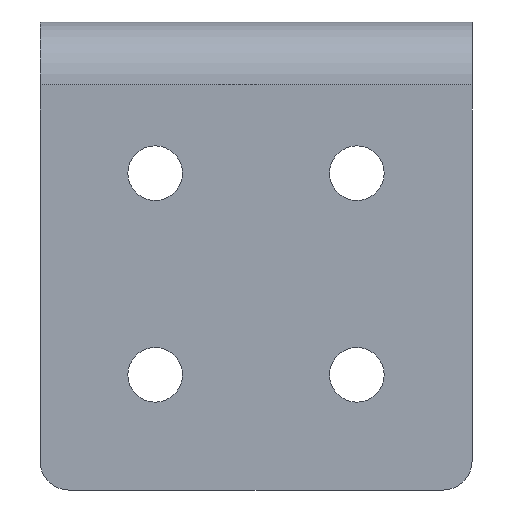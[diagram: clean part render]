
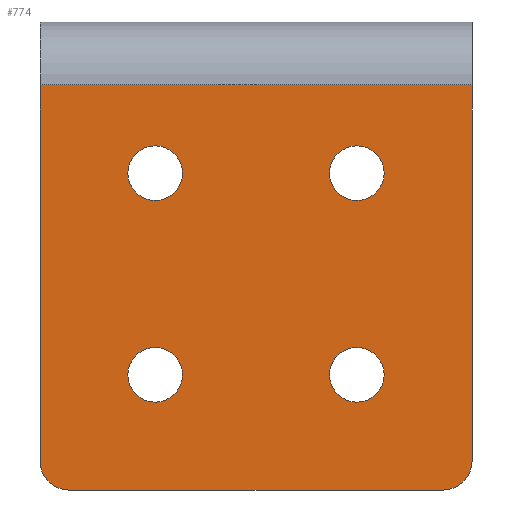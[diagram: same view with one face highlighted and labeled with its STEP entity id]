
A CAD part, front view. The second image highlights one B-rep face of the part: STEP entity #774.
In plain terms, the highlighted planar face has unit normal (0, -1, 0).
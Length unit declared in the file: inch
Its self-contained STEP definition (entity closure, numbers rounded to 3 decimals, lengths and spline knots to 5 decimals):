
#10 = AXIS2_PLACEMENT_3D ( 'NONE', #88, #84, #714 ) ;
#28 = VECTOR ( 'NONE', #156, 39.37008 ) ;
#39 = EDGE_CURVE ( 'NONE', #575, #142, #580, .T. ) ;
#49 = EDGE_CURVE ( 'NONE', #314, #703, #519, .T. ) ;
#50 = CARTESIAN_POINT ( 'NONE',  ( 0.75, -1., -1.5 ) ) ;
#54 = CARTESIAN_POINT ( 'NONE',  ( -0.255, -1., -1.1 ) ) ;
#56 = EDGE_LOOP ( 'NONE', ( #468, #103, #316, #94, #803, #819 ) ) ;
#72 = CIRCLE ( 'NONE', #595, 0.095 ) ;
#77 = DIRECTION ( 'NONE',  ( 0., 1., 0. ) ) ;
#79 = VERTEX_POINT ( 'NONE', #447 ) ;
#81 = EDGE_LOOP ( 'NONE', ( #241, #213 ) ) ;
#84 = DIRECTION ( 'NONE',  ( 0., 1., 0. ) ) ;
#85 = DIRECTION ( 'NONE',  ( 0., 1., 0. ) ) ;
#88 = CARTESIAN_POINT ( 'NONE',  ( -0.35, -1., -0.4 ) ) ;
#89 = CIRCLE ( 'NONE', #145, 0.1 ) ;
#94 = ORIENTED_EDGE ( 'NONE', *, *, #464, .F. ) ;
#102 = CARTESIAN_POINT ( 'NONE',  ( -0.65, -1., -1.5 ) ) ;
#103 = ORIENTED_EDGE ( 'NONE', *, *, #611, .T. ) ;
#109 = VECTOR ( 'NONE', #810, 39.37008 ) ;
#120 = CARTESIAN_POINT ( 'NONE',  ( 0.255, -1., -0.4 ) ) ;
#128 = CIRCLE ( 'NONE', #369, 0.1 ) ;
#134 = CARTESIAN_POINT ( 'NONE',  ( -0.445, -1., -0.4 ) ) ;
#138 = DIRECTION ( 'NONE',  ( 0., 1., 0. ) ) ;
#142 = VERTEX_POINT ( 'NONE', #234 ) ;
#145 = AXIS2_PLACEMENT_3D ( 'NONE', #875, #397, #602 ) ;
#147 = VECTOR ( 'NONE', #913, 39.37008 ) ;
#154 = DIRECTION ( 'NONE',  ( -1., 0., 0. ) ) ;
#155 = VERTEX_POINT ( 'NONE', #102 ) ;
#156 = DIRECTION ( 'NONE',  ( 0., 0., 1. ) ) ;
#160 = AXIS2_PLACEMENT_3D ( 'NONE', #214, #357, #796 ) ;
#168 = CIRCLE ( 'NONE', #10, 0.095 ) ;
#175 = EDGE_CURVE ( 'NONE', #585, #79, #72, .T. ) ;
#190 = CARTESIAN_POINT ( 'NONE',  ( 0.445, -1., -1.1 ) ) ;
#200 = FACE_BOUND ( 'NONE', #391, .T. ) ;
#203 = CARTESIAN_POINT ( 'NONE',  ( -0.35, -1., -0.4 ) ) ;
#208 = CARTESIAN_POINT ( 'NONE',  ( 0.75, -1., -0.0937 ) ) ;
#211 = ORIENTED_EDGE ( 'NONE', *, *, #175, .T. ) ;
#213 = ORIENTED_EDGE ( 'NONE', *, *, #574, .T. ) ;
#214 = CARTESIAN_POINT ( 'NONE',  ( -0.35, -1., -1.1 ) ) ;
#234 = CARTESIAN_POINT ( 'NONE',  ( 0.255, -1., -1.1 ) ) ;
#238 = VERTEX_POINT ( 'NONE', #720 ) ;
#241 = ORIENTED_EDGE ( 'NONE', *, *, #39, .T. ) ;
#243 = VERTEX_POINT ( 'NONE', #769 ) ;
#244 = EDGE_LOOP ( 'NONE', ( #520, #879 ) ) ;
#254 = AXIS2_PLACEMENT_3D ( 'NONE', #882, #389, #393 ) ;
#262 = DIRECTION ( 'NONE',  ( -1., 0., 0. ) ) ;
#269 = EDGE_CURVE ( 'NONE', #238, #511, #168, .T. ) ;
#273 = DIRECTION ( 'NONE',  ( -1., 0., 0. ) ) ;
#294 = CARTESIAN_POINT ( 'NONE',  ( -0.65, -1., -1.4 ) ) ;
#304 = EDGE_CURVE ( 'NONE', #455, #243, #539, .T. ) ;
#305 = ORIENTED_EDGE ( 'NONE', *, *, #326, .T. ) ;
#314 = VERTEX_POINT ( 'NONE', #500 ) ;
#315 = AXIS2_PLACEMENT_3D ( 'NONE', #642, #85, #366 ) ;
#316 = ORIENTED_EDGE ( 'NONE', *, *, #871, .T. ) ;
#325 = AXIS2_PLACEMENT_3D ( 'NONE', #203, #138, #273 ) ;
#326 = EDGE_CURVE ( 'NONE', #243, #455, #499, .T. ) ;
#335 = AXIS2_PLACEMENT_3D ( 'NONE', #50, #480, #497 ) ;
#343 = CARTESIAN_POINT ( 'NONE',  ( 0.65, -1., -1.5 ) ) ;
#351 = CARTESIAN_POINT ( 'NONE',  ( -0.35, -1., -1.1 ) ) ;
#354 = ORIENTED_EDGE ( 'NONE', *, *, #549, .T. ) ;
#357 = DIRECTION ( 'NONE',  ( 0., 1., 0. ) ) ;
#366 = DIRECTION ( 'NONE',  ( -1., 0., 0. ) ) ;
#369 = AXIS2_PLACEMENT_3D ( 'NONE', #294, #427, #571 ) ;
#374 = CARTESIAN_POINT ( 'NONE',  ( 0.75, -1., -1.5 ) ) ;
#389 = DIRECTION ( 'NONE',  ( 0., 1., 0. ) ) ;
#391 = EDGE_LOOP ( 'NONE', ( #445, #305 ) ) ;
#393 = DIRECTION ( 'NONE',  ( -1., 0., 0. ) ) ;
#397 = DIRECTION ( 'NONE',  ( 0., -1., 0. ) ) ;
#417 = EDGE_CURVE ( 'NONE', #314, #155, #128, .T. ) ;
#421 = DIRECTION ( 'NONE',  ( 0., 1., 0. ) ) ;
#423 = AXIS2_PLACEMENT_3D ( 'NONE', #608, #472, #262 ) ;
#424 = FACE_BOUND ( 'NONE', #798, .T. ) ;
#427 = DIRECTION ( 'NONE',  ( 0., -1., 0. ) ) ;
#444 = CARTESIAN_POINT ( 'NONE',  ( 0.75, -1., -1.5 ) ) ;
#445 = ORIENTED_EDGE ( 'NONE', *, *, #304, .T. ) ;
#446 = CIRCLE ( 'NONE', #254, 0.095 ) ;
#447 = CARTESIAN_POINT ( 'NONE',  ( 0.445, -1., -0.4 ) ) ;
#455 = VERTEX_POINT ( 'NONE', #54 ) ;
#464 = EDGE_CURVE ( 'NONE', #703, #496, #832, .T. ) ;
#468 = ORIENTED_EDGE ( 'NONE', *, *, #885, .T. ) ;
#472 = DIRECTION ( 'NONE',  ( 0., 1., 0. ) ) ;
#480 = DIRECTION ( 'NONE',  ( 0., -1., 0. ) ) ;
#496 = VERTEX_POINT ( 'NONE', #208 ) ;
#497 = DIRECTION ( 'NONE',  ( 1., 0., 0. ) ) ;
#499 = CIRCLE ( 'NONE', #160, 0.095 ) ;
#500 = CARTESIAN_POINT ( 'NONE',  ( -0.75, -1., -1.4 ) ) ;
#511 = VERTEX_POINT ( 'NONE', #134 ) ;
#519 = LINE ( 'NONE', #599, #109 ) ;
#520 = ORIENTED_EDGE ( 'NONE', *, *, #269, .T. ) ;
#539 = CIRCLE ( 'NONE', #776, 0.095 ) ;
#549 = EDGE_CURVE ( 'NONE', #79, #585, #446, .T. ) ;
#558 = FACE_BOUND ( 'NONE', #81, .T. ) ;
#562 = FACE_OUTER_BOUND ( 'NONE', #56, .T. ) ;
#571 = DIRECTION ( 'NONE',  ( 1., 0., 0. ) ) ;
#574 = EDGE_CURVE ( 'NONE', #142, #575, #576, .T. ) ;
#575 = VERTEX_POINT ( 'NONE', #190 ) ;
#576 = CIRCLE ( 'NONE', #423, 0.095 ) ;
#579 = CARTESIAN_POINT ( 'NONE',  ( 0.35, -1., -0.4 ) ) ;
#580 = CIRCLE ( 'NONE', #315, 0.095 ) ;
#585 = VERTEX_POINT ( 'NONE', #120 ) ;
#595 = AXIS2_PLACEMENT_3D ( 'NONE', #579, #421, #154 ) ;
#599 = CARTESIAN_POINT ( 'NONE',  ( -0.75, -1., -1.5 ) ) ;
#602 = DIRECTION ( 'NONE',  ( 1., 0., 0. ) ) ;
#608 = CARTESIAN_POINT ( 'NONE',  ( 0.35, -1., -1.1 ) ) ;
#611 = EDGE_CURVE ( 'NONE', #676, #660, #89, .T. ) ;
#635 = DIRECTION ( 'NONE',  ( -1., 0., 0. ) ) ;
#642 = CARTESIAN_POINT ( 'NONE',  ( 0.35, -1., -1.1 ) ) ;
#660 = VERTEX_POINT ( 'NONE', #812 ) ;
#676 = VERTEX_POINT ( 'NONE', #343 ) ;
#693 = FACE_BOUND ( 'NONE', #244, .T. ) ;
#703 = VERTEX_POINT ( 'NONE', #771 ) ;
#706 = VECTOR ( 'NONE', #768, 39.37008 ) ;
#714 = DIRECTION ( 'NONE',  ( -1., 0., 0. ) ) ;
#720 = CARTESIAN_POINT ( 'NONE',  ( -0.255, -1., -0.4 ) ) ;
#728 = CIRCLE ( 'NONE', #325, 0.095 ) ;
#754 = EDGE_CURVE ( 'NONE', #511, #238, #728, .T. ) ;
#761 = CARTESIAN_POINT ( 'NONE',  ( 0.75, -1., -0.0937 ) ) ;
#768 = DIRECTION ( 'NONE',  ( 1., 0., 0. ) ) ;
#769 = CARTESIAN_POINT ( 'NONE',  ( -0.445, -1., -1.1 ) ) ;
#771 = CARTESIAN_POINT ( 'NONE',  ( -0.75, -1., -0.0937 ) ) ;
#774 = ADVANCED_FACE ( 'NONE', ( #558, #693, #424, #200, #562 ), #826, .T. ) ;
#776 = AXIS2_PLACEMENT_3D ( 'NONE', #351, #77, #635 ) ;
#789 = LINE ( 'NONE', #374, #28 ) ;
#796 = DIRECTION ( 'NONE',  ( -1., 0., 0. ) ) ;
#798 = EDGE_LOOP ( 'NONE', ( #354, #211 ) ) ;
#803 = ORIENTED_EDGE ( 'NONE', *, *, #49, .F. ) ;
#810 = DIRECTION ( 'NONE',  ( 0., 0., 1. ) ) ;
#812 = CARTESIAN_POINT ( 'NONE',  ( 0.75, -1., -1.4 ) ) ;
#819 = ORIENTED_EDGE ( 'NONE', *, *, #417, .T. ) ;
#826 = PLANE ( 'NONE',  #335 ) ;
#832 = LINE ( 'NONE', #761, #706 ) ;
#867 = LINE ( 'NONE', #444, #147 ) ;
#871 = EDGE_CURVE ( 'NONE', #660, #496, #789, .T. ) ;
#875 = CARTESIAN_POINT ( 'NONE',  ( 0.65, -1., -1.4 ) ) ;
#879 = ORIENTED_EDGE ( 'NONE', *, *, #754, .T. ) ;
#882 = CARTESIAN_POINT ( 'NONE',  ( 0.35, -1., -0.4 ) ) ;
#885 = EDGE_CURVE ( 'NONE', #155, #676, #867, .T. ) ;
#913 = DIRECTION ( 'NONE',  ( 1., 0., 0. ) ) ;
